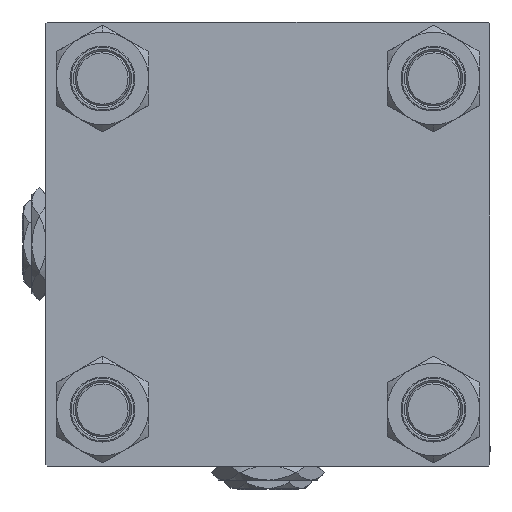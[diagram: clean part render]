
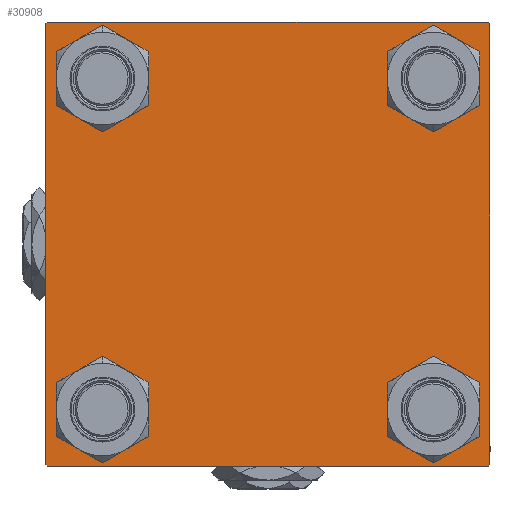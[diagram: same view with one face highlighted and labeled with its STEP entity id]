
A CAD part, left-side view. The second image highlights one B-rep face of the part: STEP entity #30908.
In plain terms, the highlighted planar face has unit normal (-1, 0, 0).
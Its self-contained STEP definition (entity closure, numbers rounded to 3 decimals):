
#96 = DIRECTION ( 'NONE',  ( 0., 0., -1. ) ) ;
#364 = CARTESIAN_POINT ( 'NONE',  ( 0., -64.5, -65. ) ) ;
#696 = EDGE_CURVE ( 'NONE', #27518, #27365, #18372, .T. ) ;
#844 = LINE ( 'NONE', #1367, #9755 ) ;
#969 = ORIENTED_EDGE ( 'NONE', *, *, #696, .T. ) ;
#1367 = CARTESIAN_POINT ( 'NONE',  ( 0., 64.75, 64.75 ) ) ;
#1400 = FACE_BOUND ( 'NONE', #46251, .T. ) ;
#1547 = DIRECTION ( 'NONE',  ( 0., 0., 1. ) ) ;
#1823 = EDGE_LOOP ( 'NONE', ( #46409, #28243 ) ) ;
#3087 = ORIENTED_EDGE ( 'NONE', *, *, #15884, .T. ) ;
#3205 = CARTESIAN_POINT ( 'NONE',  ( 0., -64.75, 64.75 ) ) ;
#3764 = EDGE_LOOP ( 'NONE', ( #44103, #34671 ) ) ;
#4124 = CIRCLE ( 'NONE', #46852, 8.5 ) ;
#4136 = DIRECTION ( 'NONE',  ( 1., 0., 0. ) ) ;
#5682 = CARTESIAN_POINT ( 'NONE',  ( 0., 0., 0. ) ) ;
#5801 = CARTESIAN_POINT ( 'NONE',  ( 0., 65., -65. ) ) ;
#5853 = VERTEX_POINT ( 'NONE', #10966 ) ;
#6100 = CARTESIAN_POINT ( 'NONE',  ( 0., -48.45, -48.45 ) ) ;
#6157 = EDGE_CURVE ( 'NONE', #27113, #27518, #6539, .T. ) ;
#6469 = EDGE_LOOP ( 'NONE', ( #45144, #11979 ) ) ;
#6539 = LINE ( 'NONE', #21761, #24847 ) ;
#6622 = VERTEX_POINT ( 'NONE', #42187 ) ;
#6832 = ORIENTED_EDGE ( 'NONE', *, *, #35166, .T. ) ;
#7372 = ORIENTED_EDGE ( 'NONE', *, *, #6157, .T. ) ;
#8593 = AXIS2_PLACEMENT_3D ( 'NONE', #45460, #13566, #41446 ) ;
#8878 = DIRECTION ( 'NONE',  ( 0., 0., 1. ) ) ;
#9063 = DIRECTION ( 'NONE',  ( 1., 0., 0. ) ) ;
#9710 = AXIS2_PLACEMENT_3D ( 'NONE', #24657, #40995, #8878 ) ;
#9755 = VECTOR ( 'NONE', #21164, 1000. ) ;
#10114 = DIRECTION ( 'NONE',  ( 0., 0., 1. ) ) ;
#10462 = EDGE_CURVE ( 'NONE', #43835, #38721, #26600, .T. ) ;
#10966 = CARTESIAN_POINT ( 'NONE',  ( 0., -64.5, 65. ) ) ;
#11728 = AXIS2_PLACEMENT_3D ( 'NONE', #5682, #21984, #38342 ) ;
#11833 = VECTOR ( 'NONE', #14351, 1000. ) ;
#11979 = ORIENTED_EDGE ( 'NONE', *, *, #33870, .T. ) ;
#12198 = EDGE_CURVE ( 'NONE', #43835, #5853, #23532, .T. ) ;
#12680 = CARTESIAN_POINT ( 'NONE',  ( 0., -64.75, -64.75 ) ) ;
#13238 = CARTESIAN_POINT ( 'NONE',  ( 0., 65., -64.5 ) ) ;
#13308 = EDGE_CURVE ( 'NONE', #32765, #15187, #15598, .T. ) ;
#13314 = CARTESIAN_POINT ( 'NONE',  ( 0., 48.45, 48.45 ) ) ;
#13566 = DIRECTION ( 'NONE',  ( 1., 0., 0. ) ) ;
#13883 = EDGE_CURVE ( 'NONE', #41462, #14791, #45566, .T. ) ;
#13961 = FACE_OUTER_BOUND ( 'NONE', #30138, .T. ) ;
#14220 = CARTESIAN_POINT ( 'NONE',  ( 0., -48.45, 39.95 ) ) ;
#14351 = DIRECTION ( 'NONE',  ( 0., -1., 0. ) ) ;
#14388 = VECTOR ( 'NONE', #45354, 1000. ) ;
#14544 = DIRECTION ( 'NONE',  ( 0., 0., -1. ) ) ;
#14791 = VERTEX_POINT ( 'NONE', #25323 ) ;
#15067 = LINE ( 'NONE', #26585, #39850 ) ;
#15187 = VERTEX_POINT ( 'NONE', #45146 ) ;
#15598 = CIRCLE ( 'NONE', #29288, 8.5 ) ;
#15873 = LINE ( 'NONE', #27947, #52464 ) ;
#15884 = EDGE_CURVE ( 'NONE', #43633, #6622, #33679, .T. ) ;
#16475 = CARTESIAN_POINT ( 'NONE',  ( 0., 48.45, 48.45 ) ) ;
#16656 = EDGE_CURVE ( 'NONE', #41160, #34566, #844, .T. ) ;
#16893 = AXIS2_PLACEMENT_3D ( 'NONE', #6100, #9063, #1547 ) ;
#17097 = CARTESIAN_POINT ( 'NONE',  ( 0., 64.5, 65. ) ) ;
#17126 = DIRECTION ( 'NONE',  ( 0., 0., 1. ) ) ;
#17401 = DIRECTION ( 'NONE',  ( 1., 0., 0. ) ) ;
#17705 = FACE_BOUND ( 'NONE', #1823, .T. ) ;
#17745 = DIRECTION ( 'NONE',  ( 0., -0.707, -0.707 ) ) ;
#18372 = LINE ( 'NONE', #5801, #11833 ) ;
#18523 = CARTESIAN_POINT ( 'NONE',  ( 0., 64.5, -65. ) ) ;
#19506 = DIRECTION ( 'NONE',  ( 0., 0.707, 0.707 ) ) ;
#20893 = DIRECTION ( 'NONE',  ( 0., 0., 1. ) ) ;
#21164 = DIRECTION ( 'NONE',  ( 0., 0.707, -0.707 ) ) ;
#21761 = CARTESIAN_POINT ( 'NONE',  ( 0., 64.75, -64.75 ) ) ;
#21984 = DIRECTION ( 'NONE',  ( -1., 0., 0. ) ) ;
#23366 = CARTESIAN_POINT ( 'NONE',  ( 0., 65., 64.5 ) ) ;
#23487 = CIRCLE ( 'NONE', #37175, 8.5 ) ;
#23532 = LINE ( 'NONE', #3205, #51476 ) ;
#23867 = EDGE_CURVE ( 'NONE', #6622, #43633, #45067, .T. ) ;
#24221 = EDGE_CURVE ( 'NONE', #41160, #5853, #15067, .T. ) ;
#24657 = CARTESIAN_POINT ( 'NONE',  ( 0., 48.45, -48.45 ) ) ;
#24847 = VECTOR ( 'NONE', #17745, 1000. ) ;
#25323 = CARTESIAN_POINT ( 'NONE',  ( 0., 48.45, 39.95 ) ) ;
#25454 = VERTEX_POINT ( 'NONE', #37469 ) ;
#26014 = FACE_BOUND ( 'NONE', #3764, .T. ) ;
#26585 = CARTESIAN_POINT ( 'NONE',  ( 0., 65., 65. ) ) ;
#26600 = LINE ( 'NONE', #51242, #36984 ) ;
#27113 = VERTEX_POINT ( 'NONE', #13238 ) ;
#27365 = VERTEX_POINT ( 'NONE', #364 ) ;
#27518 = VERTEX_POINT ( 'NONE', #18523 ) ;
#27583 = ORIENTED_EDGE ( 'NONE', *, *, #12198, .T. ) ;
#27947 = CARTESIAN_POINT ( 'NONE',  ( 0., 65., 65. ) ) ;
#28243 = ORIENTED_EDGE ( 'NONE', *, *, #33927, .T. ) ;
#29074 = DIRECTION ( 'NONE',  ( 0., 0., 1. ) ) ;
#29288 = AXIS2_PLACEMENT_3D ( 'NONE', #45534, #33747, #17126 ) ;
#29661 = DIRECTION ( 'NONE',  ( 1., 0., 0. ) ) ;
#30138 = EDGE_LOOP ( 'NONE', ( #38738, #7372, #969, #6832, #51340, #27583, #33611, #32725 ) ) ;
#30908 = ADVANCED_FACE ( 'NONE', ( #26014, #47457, #1400, #17705, #13961 ), #34060, .T. ) ;
#31137 = CARTESIAN_POINT ( 'NONE',  ( 0., 48.45, -56.95 ) ) ;
#31887 = ORIENTED_EDGE ( 'NONE', *, *, #23867, .T. ) ;
#32347 = CARTESIAN_POINT ( 'NONE',  ( 0., 48.45, 56.95 ) ) ;
#32725 = ORIENTED_EDGE ( 'NONE', *, *, #16656, .T. ) ;
#32765 = VERTEX_POINT ( 'NONE', #14220 ) ;
#32965 = CARTESIAN_POINT ( 'NONE',  ( 0., -48.45, -48.45 ) ) ;
#33611 = ORIENTED_EDGE ( 'NONE', *, *, #24221, .F. ) ;
#33679 = CIRCLE ( 'NONE', #9710, 8.5 ) ;
#33747 = DIRECTION ( 'NONE',  ( 1., 0., 0. ) ) ;
#33870 = EDGE_CURVE ( 'NONE', #50881, #25454, #36611, .T. ) ;
#33927 = EDGE_CURVE ( 'NONE', #14791, #41462, #4124, .T. ) ;
#34060 = PLANE ( 'NONE',  #11728 ) ;
#34566 = VERTEX_POINT ( 'NONE', #23366 ) ;
#34671 = ORIENTED_EDGE ( 'NONE', *, *, #13308, .T. ) ;
#35012 = CARTESIAN_POINT ( 'NONE',  ( 0., -65., -64.5 ) ) ;
#35092 = CIRCLE ( 'NONE', #8593, 8.5 ) ;
#35166 = EDGE_CURVE ( 'NONE', #27365, #38721, #35496, .T. ) ;
#35496 = LINE ( 'NONE', #12680, #14388 ) ;
#36611 = CIRCLE ( 'NONE', #16893, 8.5 ) ;
#36804 = CARTESIAN_POINT ( 'NONE',  ( 0., 48.45, -48.45 ) ) ;
#36984 = VECTOR ( 'NONE', #14544, 1000. ) ;
#37019 = AXIS2_PLACEMENT_3D ( 'NONE', #16475, #52914, #29074 ) ;
#37175 = AXIS2_PLACEMENT_3D ( 'NONE', #32965, #17401, #20893 ) ;
#37469 = CARTESIAN_POINT ( 'NONE',  ( 0., -48.45, -39.95 ) ) ;
#38342 = DIRECTION ( 'NONE',  ( 0., 0., 1. ) ) ;
#38623 = EDGE_CURVE ( 'NONE', #15187, #32765, #35092, .T. ) ;
#38721 = VERTEX_POINT ( 'NONE', #35012 ) ;
#38738 = ORIENTED_EDGE ( 'NONE', *, *, #49752, .T. ) ;
#39187 = DIRECTION ( 'NONE',  ( 0., -1., 0. ) ) ;
#39850 = VECTOR ( 'NONE', #39187, 1000. ) ;
#40995 = DIRECTION ( 'NONE',  ( 1., 0., 0. ) ) ;
#41160 = VERTEX_POINT ( 'NONE', #17097 ) ;
#41446 = DIRECTION ( 'NONE',  ( 0., 0., 1. ) ) ;
#41462 = VERTEX_POINT ( 'NONE', #32347 ) ;
#42187 = CARTESIAN_POINT ( 'NONE',  ( 0., 48.45, -39.95 ) ) ;
#43633 = VERTEX_POINT ( 'NONE', #31137 ) ;
#43835 = VERTEX_POINT ( 'NONE', #47127 ) ;
#44103 = ORIENTED_EDGE ( 'NONE', *, *, #38623, .T. ) ;
#44827 = DIRECTION ( 'NONE',  ( 0., 0., 1. ) ) ;
#45067 = CIRCLE ( 'NONE', #51931, 8.5 ) ;
#45144 = ORIENTED_EDGE ( 'NONE', *, *, #51977, .T. ) ;
#45146 = CARTESIAN_POINT ( 'NONE',  ( 0., -48.45, 56.95 ) ) ;
#45354 = DIRECTION ( 'NONE',  ( 0., -0.707, 0.707 ) ) ;
#45460 = CARTESIAN_POINT ( 'NONE',  ( 0., -48.45, 48.45 ) ) ;
#45534 = CARTESIAN_POINT ( 'NONE',  ( 0., -48.45, 48.45 ) ) ;
#45566 = CIRCLE ( 'NONE', #37019, 8.5 ) ;
#46251 = EDGE_LOOP ( 'NONE', ( #31887, #3087 ) ) ;
#46409 = ORIENTED_EDGE ( 'NONE', *, *, #13883, .T. ) ;
#46852 = AXIS2_PLACEMENT_3D ( 'NONE', #13314, #29661, #10114 ) ;
#47127 = CARTESIAN_POINT ( 'NONE',  ( 0., -65., 64.5 ) ) ;
#47457 = FACE_BOUND ( 'NONE', #6469, .T. ) ;
#49752 = EDGE_CURVE ( 'NONE', #34566, #27113, #15873, .T. ) ;
#50881 = VERTEX_POINT ( 'NONE', #51417 ) ;
#51242 = CARTESIAN_POINT ( 'NONE',  ( 0., -65., 65. ) ) ;
#51340 = ORIENTED_EDGE ( 'NONE', *, *, #10462, .F. ) ;
#51417 = CARTESIAN_POINT ( 'NONE',  ( 0., -48.45, -56.95 ) ) ;
#51476 = VECTOR ( 'NONE', #19506, 1000. ) ;
#51931 = AXIS2_PLACEMENT_3D ( 'NONE', #36804, #4136, #44827 ) ;
#51977 = EDGE_CURVE ( 'NONE', #25454, #50881, #23487, .T. ) ;
#52464 = VECTOR ( 'NONE', #96, 1000. ) ;
#52914 = DIRECTION ( 'NONE',  ( 1., 0., 0. ) ) ;
